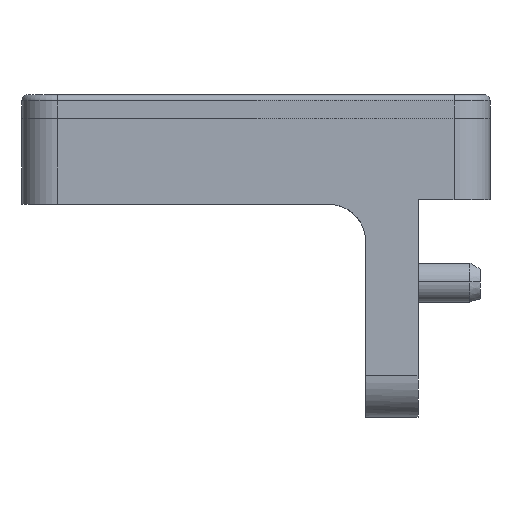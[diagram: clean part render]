
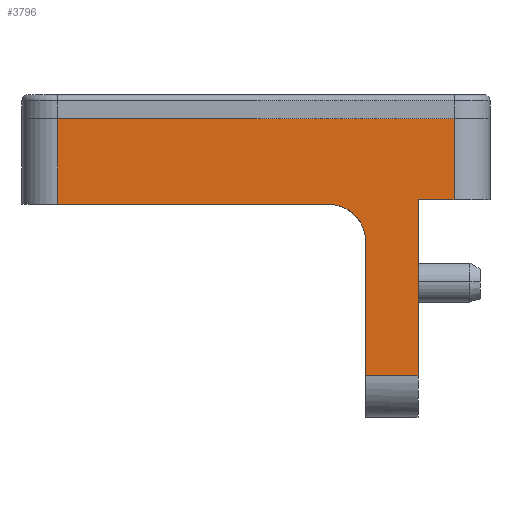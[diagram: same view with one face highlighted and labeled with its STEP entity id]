
A CAD part, left-side view. The second image highlights one B-rep face of the part: STEP entity #3796.
In plain terms, the highlighted planar face has unit normal (-1, 0, 0).
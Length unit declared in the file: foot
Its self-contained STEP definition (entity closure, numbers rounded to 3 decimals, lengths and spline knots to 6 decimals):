
#28 = DIRECTION ( 'NONE',  ( 0., 0., 1. ) ) ;
#239 = EDGE_CURVE ( 'NONE', #5178, #3867, #7079, .T. ) ;
#901 = ORIENTED_EDGE ( 'NONE', *, *, #10227, .T. ) ;
#1025 = DIRECTION ( 'NONE',  ( 0., 0., -1. ) ) ;
#1436 = ORIENTED_EDGE ( 'NONE', *, *, #7887, .F. ) ;
#1486 = EDGE_LOOP ( 'NONE', ( #4236, #901, #5431, #4320, #9012, #4801, #1436, #4625, #4254 ) ) ;
#1574 = LINE ( 'NONE', #8072, #7255 ) ;
#1674 = EDGE_CURVE ( 'NONE', #2156, #6070, #2917, .T. ) ;
#1787 = EDGE_CURVE ( 'NONE', #2353, #5178, #1574, .T. ) ;
#1839 = CARTESIAN_POINT ( 'NONE',  ( -0.0425, -0.0275, -0.011253 ) ) ;
#2141 = VECTOR ( 'NONE', #8673, 3.28084 ) ;
#2156 = VERTEX_POINT ( 'NONE', #3107 ) ;
#2181 = CARTESIAN_POINT ( 'NONE',  ( -0.0425, -0.010042, -0.011877 ) ) ;
#2353 = VERTEX_POINT ( 'NONE', #5253 ) ;
#2659 = LINE ( 'NONE', #9745, #5745 ) ;
#2917 = LINE ( 'NONE', #8834, #2141 ) ;
#3003 = DIRECTION ( 'NONE',  ( 0., 0., -1. ) ) ;
#3022 = VERTEX_POINT ( 'NONE', #5272 ) ;
#3107 = CARTESIAN_POINT ( 'NONE',  ( -0.0425, -0.0225, -0.011253 ) ) ;
#3479 = CARTESIAN_POINT ( 'NONE',  ( -0.0425, -0.010042, -0.017085 ) ) ;
#3511 = VECTOR ( 'NONE', #9349, 3.28084 ) ;
#3786 = LINE ( 'NONE', #10326, #4248 ) ;
#3796 = ADVANCED_FACE ( 'NONE', ( #4143 ), #5014, .T. ) ;
#3867 = VERTEX_POINT ( 'NONE', #6462 ) ;
#3891 = CARTESIAN_POINT ( 'NONE',  ( -0.0425, -0.01525, 0. ) ) ;
#3893 = EDGE_CURVE ( 'NONE', #8283, #3022, #9775, .T. ) ;
#3956 = VERTEX_POINT ( 'NONE', #6725 ) ;
#4010 = DIRECTION ( 'NONE',  ( 0., 1., 0. ) ) ;
#4094 = DIRECTION ( 'NONE',  ( 0., -1., 0. ) ) ;
#4143 = FACE_OUTER_BOUND ( 'NONE', #1486, .T. ) ;
#4236 = ORIENTED_EDGE ( 'NONE', *, *, #10283, .T. ) ;
#4248 = VECTOR ( 'NONE', #5568, 3.28084 ) ;
#4254 = ORIENTED_EDGE ( 'NONE', *, *, #239, .T. ) ;
#4320 = ORIENTED_EDGE ( 'NONE', *, *, #3893, .T. ) ;
#4339 = AXIS2_PLACEMENT_3D ( 'NONE', #9727, #7313, #28 ) ;
#4625 = ORIENTED_EDGE ( 'NONE', *, *, #1787, .T. ) ;
#4801 = ORIENTED_EDGE ( 'NONE', *, *, #1674, .T. ) ;
#5014 = PLANE ( 'NONE',  #4339 ) ;
#5178 = VERTEX_POINT ( 'NONE', #7863 ) ;
#5253 = CARTESIAN_POINT ( 'NONE',  ( -0.0425, -0.0275, 0. ) ) ;
#5272 = CARTESIAN_POINT ( 'NONE',  ( -0.0425, -0.0225, -0.03572 ) ) ;
#5297 = CARTESIAN_POINT ( 'NONE',  ( -0.0425, -0.0225, 0. ) ) ;
#5431 = ORIENTED_EDGE ( 'NONE', *, *, #8930, .T. ) ;
#5491 = LINE ( 'NONE', #5297, #3511 ) ;
#5568 = DIRECTION ( 'NONE',  ( 0., -1., 0. ) ) ;
#5663 = CARTESIAN_POINT ( 'NONE',  ( -0.0425, -0.0275, -0.03572 ) ) ;
#5745 = VECTOR ( 'NONE', #7279, 3.28084 ) ;
#5763 = VECTOR ( 'NONE', #1025, 3.28084 ) ;
#5887 = VECTOR ( 'NONE', #4094, 3.28084 ) ;
#6070 = VERTEX_POINT ( 'NONE', #1839 ) ;
#6302 = VERTEX_POINT ( 'NONE', #2181 ) ;
#6378 = CARTESIAN_POINT ( 'NONE',  ( -0.0425, -0.01525, -0.03572 ) ) ;
#6462 = CARTESIAN_POINT ( 'NONE',  ( -0.0425, 0.0275, -0.011877 ) ) ;
#6725 = CARTESIAN_POINT ( 'NONE',  ( -0.0425, -0.01525, -0.017085 ) ) ;
#6819 = CARTESIAN_POINT ( 'NONE',  ( -0.0425, 0.0275, 0. ) ) ;
#7079 = LINE ( 'NONE', #6819, #5763 ) ;
#7255 = VECTOR ( 'NONE', #4010, 3.28084 ) ;
#7279 = DIRECTION ( 'NONE',  ( 0., 0., -1. ) ) ;
#7313 = DIRECTION ( 'NONE',  ( -1., 0., 0. ) ) ;
#7558 = EDGE_CURVE ( 'NONE', #3022, #2156, #5491, .T. ) ;
#7863 = CARTESIAN_POINT ( 'NONE',  ( -0.0425, 0.0275, 0. ) ) ;
#7887 = EDGE_CURVE ( 'NONE', #2353, #6070, #2659, .T. ) ;
#8072 = CARTESIAN_POINT ( 'NONE',  ( -0.0425, -0.0275, 0. ) ) ;
#8283 = VERTEX_POINT ( 'NONE', #6378 ) ;
#8347 = AXIS2_PLACEMENT_3D ( 'NONE', #3479, #8459, #9254 ) ;
#8459 = DIRECTION ( 'NONE',  ( 1., 0., 0. ) ) ;
#8653 = VECTOR ( 'NONE', #3003, 3.28084 ) ;
#8660 = LINE ( 'NONE', #3891, #8653 ) ;
#8673 = DIRECTION ( 'NONE',  ( 0., -1., 0. ) ) ;
#8834 = CARTESIAN_POINT ( 'NONE',  ( -0.0425, -0.0275, -0.011253 ) ) ;
#8930 = EDGE_CURVE ( 'NONE', #3956, #8283, #8660, .T. ) ;
#9012 = ORIENTED_EDGE ( 'NONE', *, *, #7558, .T. ) ;
#9254 = DIRECTION ( 'NONE',  ( 0., 0., 1. ) ) ;
#9349 = DIRECTION ( 'NONE',  ( 0., 0., 1. ) ) ;
#9534 = CIRCLE ( 'NONE', #8347, 0.005208 ) ;
#9727 = CARTESIAN_POINT ( 'NONE',  ( -0.0425, -0.0275, 0. ) ) ;
#9745 = CARTESIAN_POINT ( 'NONE',  ( -0.0425, -0.0275, 0. ) ) ;
#9775 = LINE ( 'NONE', #5663, #5887 ) ;
#10227 = EDGE_CURVE ( 'NONE', #6302, #3956, #9534, .T. ) ;
#10283 = EDGE_CURVE ( 'NONE', #3867, #6302, #3786, .T. ) ;
#10326 = CARTESIAN_POINT ( 'NONE',  ( -0.0425, -0.0275, -0.011877 ) ) ;
